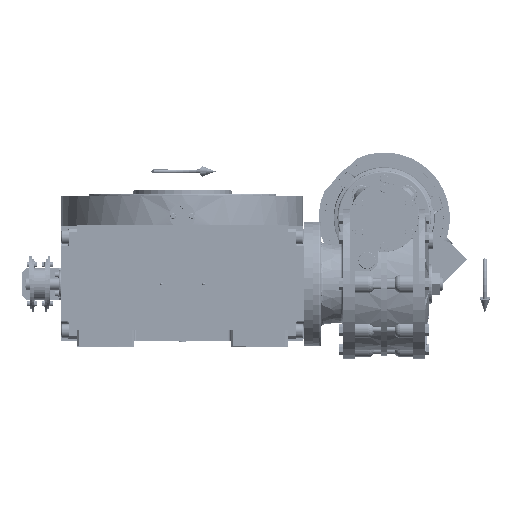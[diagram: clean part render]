
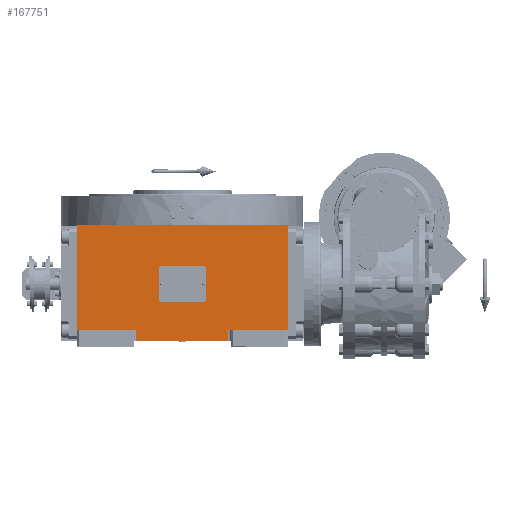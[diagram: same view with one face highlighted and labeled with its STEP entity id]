
A CAD part, top view. The second image highlights one B-rep face of the part: STEP entity #167751.
In plain terms, the highlighted planar face has unit normal (0, 0, 1).
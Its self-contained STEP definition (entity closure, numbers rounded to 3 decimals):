
#1986 = LINE ( 'NONE', #65144, #7985 ) ;
#2465 = EDGE_CURVE ( 'NONE', #135321, #154790, #49869, .T. ) ;
#7985 = VECTOR ( 'NONE', #25357, 1000. ) ;
#11131 = EDGE_CURVE ( 'NONE', #109931, #88903, #42479, .T. ) ;
#15406 = ORIENTED_EDGE ( 'NONE', *, *, #2465, .F. ) ;
#16910 = ORIENTED_EDGE ( 'NONE', *, *, #60787, .T. ) ;
#18063 = LINE ( 'NONE', #30188, #119758 ) ;
#22363 = LINE ( 'NONE', #116652, #45517 ) ;
#23768 = CARTESIAN_POINT ( 'NONE',  ( 135., 75., 226. ) ) ;
#25357 = DIRECTION ( 'NONE',  ( 0., -1., 0. ) ) ;
#26313 = DIRECTION ( 'NONE',  ( 1., 0., 0. ) ) ;
#29349 = EDGE_CURVE ( 'NONE', #88903, #154790, #146405, .T. ) ;
#30188 = CARTESIAN_POINT ( 'NONE',  ( -59., -73., 226. ) ) ;
#30489 = VECTOR ( 'NONE', #157148, 1000. ) ;
#34265 = VECTOR ( 'NONE', #51592, 1000. ) ;
#38220 = CARTESIAN_POINT ( 'NONE',  ( 59., -59., 226. ) ) ;
#42479 = LINE ( 'NONE', #168232, #127032 ) ;
#44612 = VERTEX_POINT ( 'NONE', #102341 ) ;
#45517 = VECTOR ( 'NONE', #49191, 1000. ) ;
#46112 = ORIENTED_EDGE ( 'NONE', *, *, #29349, .T. ) ;
#49191 = DIRECTION ( 'NONE',  ( 1., 0., 0. ) ) ;
#49703 = DIRECTION ( 'NONE',  ( 1., 0., 0. ) ) ;
#49869 = LINE ( 'NONE', #154557, #34265 ) ;
#50871 = CARTESIAN_POINT ( 'NONE',  ( -135., 75., 226. ) ) ;
#51592 = DIRECTION ( 'NONE',  ( 1., 0., 0. ) ) ;
#51616 = LINE ( 'NONE', #104362, #30489 ) ;
#52473 = CARTESIAN_POINT ( 'NONE',  ( -135., -73., 226. ) ) ;
#57920 = CARTESIAN_POINT ( 'NONE',  ( -59., -59., 226. ) ) ;
#60787 = EDGE_CURVE ( 'NONE', #73536, #95174, #95458, .T. ) ;
#62765 = CARTESIAN_POINT ( 'NONE',  ( 135., -59., 226. ) ) ;
#65144 = CARTESIAN_POINT ( 'NONE',  ( 59., -59., 226. ) ) ;
#65975 = CARTESIAN_POINT ( 'NONE',  ( 135., -59., 226. ) ) ;
#67126 = FACE_OUTER_BOUND ( 'NONE', #157326, .T. ) ;
#68013 = PLANE ( 'NONE',  #93806 ) ;
#73536 = VERTEX_POINT ( 'NONE', #79839 ) ;
#74103 = EDGE_CURVE ( 'NONE', #73536, #135321, #51616, .T. ) ;
#78037 = ORIENTED_EDGE ( 'NONE', *, *, #123018, .F. ) ;
#78093 = VECTOR ( 'NONE', #26313, 1000. ) ;
#79231 = DIRECTION ( 'NONE',  ( 1., 0., 0. ) ) ;
#79839 = CARTESIAN_POINT ( 'NONE',  ( -135., -59., 226. ) ) ;
#84131 = VERTEX_POINT ( 'NONE', #153872 ) ;
#88903 = VERTEX_POINT ( 'NONE', #62765 ) ;
#92923 = ORIENTED_EDGE ( 'NONE', *, *, #11131, .T. ) ;
#93806 = AXIS2_PLACEMENT_3D ( 'NONE', #52473, #160566, #79231 ) ;
#94185 = DIRECTION ( 'NONE',  ( 0., 1., 0. ) ) ;
#95174 = VERTEX_POINT ( 'NONE', #57920 ) ;
#95458 = LINE ( 'NONE', #158643, #78093 ) ;
#102341 = CARTESIAN_POINT ( 'NONE',  ( 59., -73., 226. ) ) ;
#104362 = CARTESIAN_POINT ( 'NONE',  ( -135., -59., 226. ) ) ;
#104650 = ORIENTED_EDGE ( 'NONE', *, *, #135381, .T. ) ;
#109931 = VERTEX_POINT ( 'NONE', #38220 ) ;
#115683 = ORIENTED_EDGE ( 'NONE', *, *, #74103, .F. ) ;
#116652 = CARTESIAN_POINT ( 'NONE',  ( -59., -73., 226. ) ) ;
#119758 = VECTOR ( 'NONE', #94185, 1000. ) ;
#123018 = EDGE_CURVE ( 'NONE', #84131, #95174, #18063, .T. ) ;
#127032 = VECTOR ( 'NONE', #49703, 1000. ) ;
#128571 = ORIENTED_EDGE ( 'NONE', *, *, #145124, .F. ) ;
#135321 = VERTEX_POINT ( 'NONE', #50871 ) ;
#135381 = EDGE_CURVE ( 'NONE', #84131, #44612, #22363, .T. ) ;
#135642 = VECTOR ( 'NONE', #170691, 1000. ) ;
#145124 = EDGE_CURVE ( 'NONE', #109931, #44612, #1986, .T. ) ;
#146405 = LINE ( 'NONE', #65975, #135642 ) ;
#153872 = CARTESIAN_POINT ( 'NONE',  ( -59., -73., 226. ) ) ;
#154557 = CARTESIAN_POINT ( 'NONE',  ( -135., 75., 226. ) ) ;
#154790 = VERTEX_POINT ( 'NONE', #23768 ) ;
#157148 = DIRECTION ( 'NONE',  ( 0., 1., 0. ) ) ;
#157326 = EDGE_LOOP ( 'NONE', ( #104650, #128571, #92923, #46112, #15406, #115683, #16910, #78037 ) ) ;
#158643 = CARTESIAN_POINT ( 'NONE',  ( -135., -59., 226. ) ) ;
#160566 = DIRECTION ( 'NONE',  ( 0., 0., 1. ) ) ;
#167751 = ADVANCED_FACE ( 'NONE', ( #67126 ), #68013, .T. ) ;
#168232 = CARTESIAN_POINT ( 'NONE',  ( 59., -59., 226. ) ) ;
#170691 = DIRECTION ( 'NONE',  ( 0., 1., 0. ) ) ;
